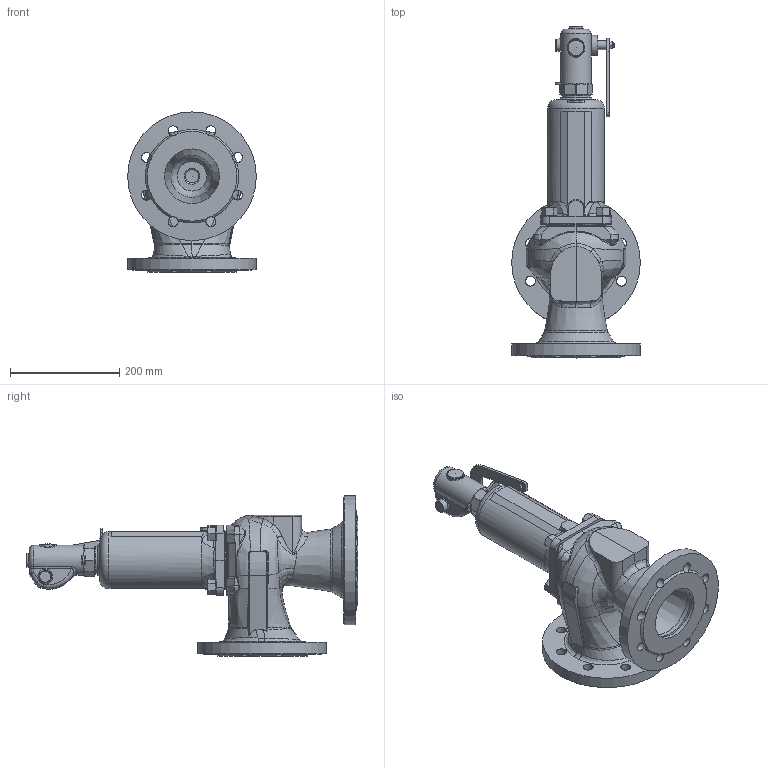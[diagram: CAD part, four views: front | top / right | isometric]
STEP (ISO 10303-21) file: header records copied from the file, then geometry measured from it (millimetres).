
FILE_DESCRIPTION(/* description */ (''),/* implementation_level */ '2;1');
FILE_NAME(/* name */ 'AT4511_105614.step',/* time_stamp */ '2025-08-06T15:20:43+02:00',/* author */ (''),/* organization */ (''),/* preprocessor_version */ 'ST-DEVELOPER v20.1',/* originating_system */ 'Autodesk Translation Framework v14.10.0.0',/* authorisation */ '');
FILE_SCHEMA (('AUTOMOTIVE_DESIGN { 1 0 10303 214 3 1 1 }'));
Products named in the file (9): 10000538391_G3D_000_ASM; 10000538392_G3D_000; 10000538393_G3D_000; 10000538395_G3D_000_ASM; 10000538396_G3D_000; 10000538397_G3D_000; 10000538398_G3D_000; 10000538399_G3D_000; 10000538394_G3D_000
Assembly tree (11 placements, depth 3):
  10000538391_G3D_000_ASM
    10000538392_G3D_000
    10000538393_G3D_000
    10000538394_G3D_000  x4
    10000538395_G3D_000_ASM
      10000538396_G3D_000
      10000538397_G3D_000
      10000538398_G3D_000
      10000538399_G3D_000
Bounding box: 235 x 606.5 x 292.5 mm (x, y, z)
Volume: 4107162.5 mm3; surface area: 698878.9 mm2
Topology: 10 solids, 10 shells, 970 faces, 2375 edges, 1427 vertices
Faces by surface type: bspline 341, plane 238, cylinder 192, cone 139, torus 38, sphere 22
Full cylindrical faces by diameter (mm): 8 x2, 10 x1, 10.4 x1, 11 x1, 16 x11, 16.5 x2, 18 x16, 20 x3, 24 x2, 24.117 x1, 25 x1, 25.2 x1, 38 x1, 42 x2, 42.5 x1, 45 x1, 50 x1, 54 x1, 55 x1, 90 x1, 92 x1, 100 x2, 102 x1, 103 x2, 104 x1, 118 x1, 235 x2
Entity records: 72610 total; most frequent: CARTESIAN_POINT 53880, ORIENTED_EDGE 4356, DIRECTION 3226, EDGE_CURVE 2178, VERTEX_POINT 1313, AXIS2_PLACEMENT_3D 1308, EDGE_LOOP 955, FACE_OUTER_BOUND 889
